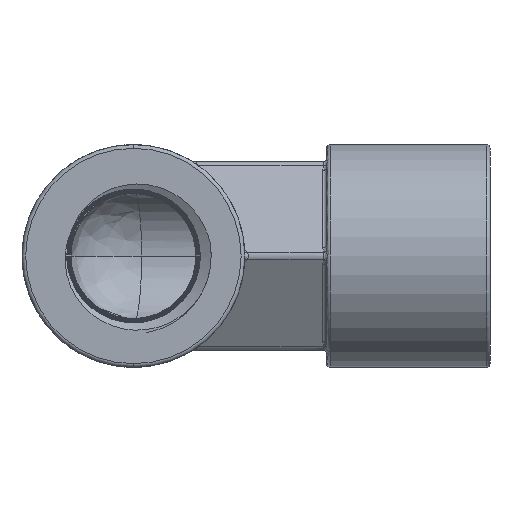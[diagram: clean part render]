
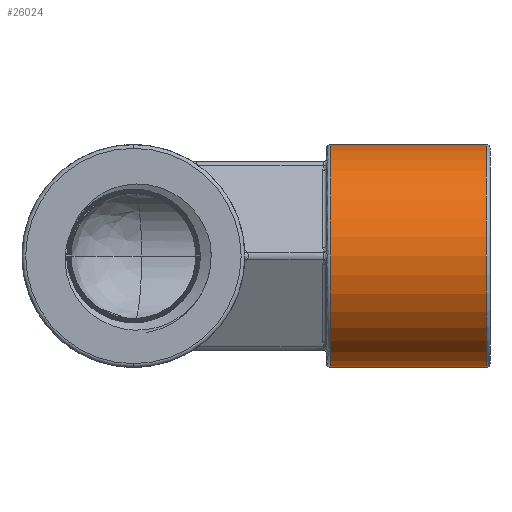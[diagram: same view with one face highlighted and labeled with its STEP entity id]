
A CAD part, front view. The second image highlights one B-rep face of the part: STEP entity #26024.
In plain terms, the highlighted cylindrical face has radius 7.5 mm (diameter 15 mm), a partial arc.
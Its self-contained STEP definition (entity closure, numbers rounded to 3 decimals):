
#10401=CARTESIAN_POINT('',(13.25,0.,0.));
#10402=DIRECTION('',(1.,0.,0.));
#10403=DIRECTION('',(0.,0.,1.));
#10404=AXIS2_PLACEMENT_3D('',#10401,#10402,#10403);
#10881=DIRECTION('',(1.,0.,0.));
#10882=VECTOR('',#10881,10.5);
#10883=CARTESIAN_POINT('',(13.25,0.,-7.5));
#10884=LINE('',#10883,#10882);
#10912=DIRECTION('',(1.,0.,0.));
#10913=VECTOR('',#10912,10.5);
#10914=CARTESIAN_POINT('',(13.25,0.,7.5));
#10915=LINE('',#10914,#10913);
#10919=CARTESIAN_POINT('',(23.75,0.,0.));
#10920=DIRECTION('',(1.,0.,0.));
#10921=DIRECTION('',(0.,0.,1.));
#10922=AXIS2_PLACEMENT_3D('',#10919,#10920,#10921);
#15429=CARTESIAN_POINT('',(13.25,0.,7.5));
#15430=VERTEX_POINT('',#15429);
#15435=CARTESIAN_POINT('',(23.75,0.,7.5));
#15436=CARTESIAN_POINT('',(23.75,0.,-7.5));
#15437=VERTEX_POINT('',#15435);
#15438=VERTEX_POINT('',#15436);
#15453=CARTESIAN_POINT('',(13.25,0.,-7.5));
#15454=VERTEX_POINT('',#15453);
#26012=CARTESIAN_POINT('',(13.,0.,0.));
#26013=DIRECTION('',(1.,0.,0.));
#26014=DIRECTION('',(0.,0.,-1.));
#26015=AXIS2_PLACEMENT_3D('',#26012,#26013,#26014);
#26016=CYLINDRICAL_SURFACE('',#26015,7.5);
#26017=ORIENTED_EDGE('',*,*,#25580,.F.);
#26018=ORIENTED_EDGE('',*,*,#26005,.T.);
#26020=ORIENTED_EDGE('',*,*,#26019,.T.);
#26021=ORIENTED_EDGE('',*,*,#26001,.F.);
#26022=EDGE_LOOP('',(#26017,#26018,#26020,#26021));
#26023=FACE_OUTER_BOUND('',#26022,.F.);
#10405=CIRCLE('',#10404,7.5);
#10923=CIRCLE('',#10922,7.5);
#25580=EDGE_CURVE('',#15430,#15454,#10405,.T.);
#26001=EDGE_CURVE('',#15454,#15438,#10884,.T.);
#26005=EDGE_CURVE('',#15430,#15437,#10915,.T.);
#26019=EDGE_CURVE('',#15437,#15438,#10923,.T.);
#26024=ADVANCED_FACE('',(#26023),#26016,.T.);
